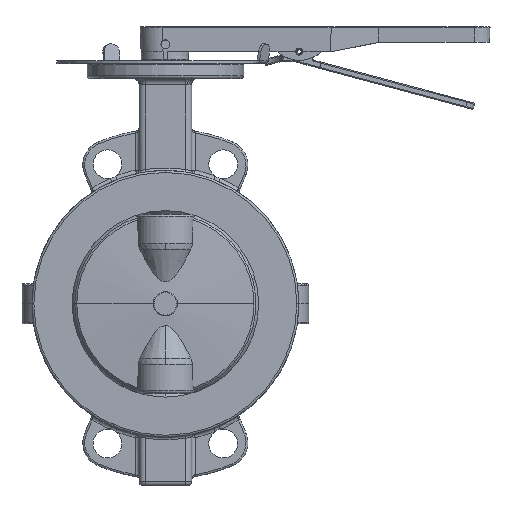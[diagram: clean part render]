
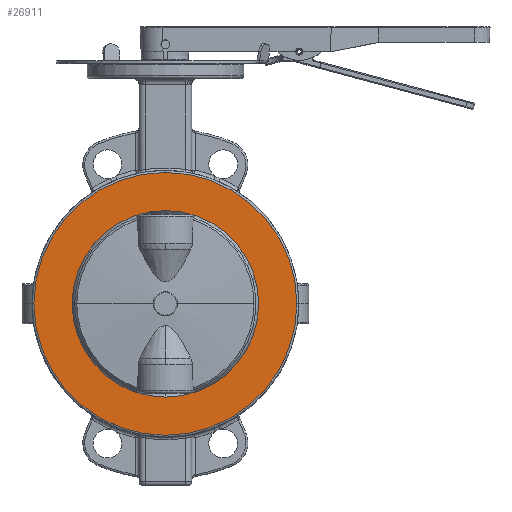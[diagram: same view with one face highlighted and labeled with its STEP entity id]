
A CAD part, top view. The second image highlights one B-rep face of the part: STEP entity #26911.
In plain terms, the highlighted planar face has unit normal (0, 0, 1).
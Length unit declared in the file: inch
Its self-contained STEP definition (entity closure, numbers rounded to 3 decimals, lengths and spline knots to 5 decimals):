
#1868 = EDGE_LOOP ( 'NONE', ( #48780, #20304 ) ) ;
#3915 = DIRECTION ( 'NONE',  ( 0., 0., 1. ) ) ;
#4831 = VERTEX_POINT ( 'NONE', #23609 ) ;
#4875 = VERTEX_POINT ( 'NONE', #26934 ) ;
#6103 = EDGE_CURVE ( 'NONE', #4831, #27563, #37251, .T. ) ;
#6908 = EDGE_CURVE ( 'NONE', #4875, #14249, #44503, .T. ) ;
#7551 = AXIS2_PLACEMENT_3D ( 'NONE', #30798, #19649, #30542 ) ;
#8828 = DIRECTION ( 'NONE',  ( 0., 1., 0. ) ) ;
#10104 = CARTESIAN_POINT ( 'NONE',  ( 5.20327, 8.06353, 6.30563 ) ) ;
#11763 = PLANE ( 'NONE',  #38990 ) ;
#12879 = CARTESIAN_POINT ( 'NONE',  ( 5.20327, 10.99661, 6.30563 ) ) ;
#14249 = VERTEX_POINT ( 'NONE', #26202 ) ;
#14538 = DIRECTION ( 'NONE',  ( 0., 0., 1. ) ) ;
#15662 = EDGE_LOOP ( 'NONE', ( #36644, #21864 ) ) ;
#16191 = CIRCLE ( 'NONE', #33197, 2.93307 ) ;
#16691 = EDGE_CURVE ( 'NONE', #14249, #4875, #41429, .T. ) ;
#17448 = DIRECTION ( 'NONE',  ( 0., 0., 1. ) ) ;
#19649 = DIRECTION ( 'NONE',  ( 0., 0., 1. ) ) ;
#20304 = ORIENTED_EDGE ( 'NONE', *, *, #35288, .F. ) ;
#21864 = ORIENTED_EDGE ( 'NONE', *, *, #6908, .T. ) ;
#22657 = AXIS2_PLACEMENT_3D ( 'NONE', #10104, #17448, #25540 ) ;
#23609 = CARTESIAN_POINT ( 'NONE',  ( 5.20327, 5.13046, 6.30563 ) ) ;
#25540 = DIRECTION ( 'NONE',  ( 0., 1., 0. ) ) ;
#26202 = CARTESIAN_POINT ( 'NONE',  ( 5.20327, 3.92968, 6.30563 ) ) ;
#26911 = ADVANCED_FACE ( 'NONE', ( #43096, #31714 ), #11763, .T. ) ;
#26934 = CARTESIAN_POINT ( 'NONE',  ( 5.20327, 12.19739, 6.30563 ) ) ;
#27185 = DIRECTION ( 'NONE',  ( 0., 1., 0. ) ) ;
#27563 = VERTEX_POINT ( 'NONE', #12879 ) ;
#30542 = DIRECTION ( 'NONE',  ( 0., 1., 0. ) ) ;
#30798 = CARTESIAN_POINT ( 'NONE',  ( 5.20327, 8.06353, 6.30563 ) ) ;
#31714 = FACE_BOUND ( 'NONE', #1868, .T. ) ;
#33197 = AXIS2_PLACEMENT_3D ( 'NONE', #49139, #14538, #33281 ) ;
#33281 = DIRECTION ( 'NONE',  ( 0., 1., 0. ) ) ;
#35288 = EDGE_CURVE ( 'NONE', #27563, #4831, #16191, .T. ) ;
#35739 = CARTESIAN_POINT ( 'NONE',  ( 5.20327, 8.06353, 6.30563 ) ) ;
#36644 = ORIENTED_EDGE ( 'NONE', *, *, #16691, .T. ) ;
#37251 = CIRCLE ( 'NONE', #42092, 2.93307 ) ;
#38990 = AXIS2_PLACEMENT_3D ( 'NONE', #35739, #3915, #27185 ) ;
#41429 = CIRCLE ( 'NONE', #7551, 4.13386 ) ;
#42092 = AXIS2_PLACEMENT_3D ( 'NONE', #47726, #43977, #8828 ) ;
#43096 = FACE_OUTER_BOUND ( 'NONE', #15662, .T. ) ;
#43977 = DIRECTION ( 'NONE',  ( 0., 0., 1. ) ) ;
#44503 = CIRCLE ( 'NONE', #22657, 4.13386 ) ;
#47726 = CARTESIAN_POINT ( 'NONE',  ( 5.20327, 8.06353, 6.30563 ) ) ;
#48780 = ORIENTED_EDGE ( 'NONE', *, *, #6103, .F. ) ;
#49139 = CARTESIAN_POINT ( 'NONE',  ( 5.20327, 8.06353, 6.30563 ) ) ;
